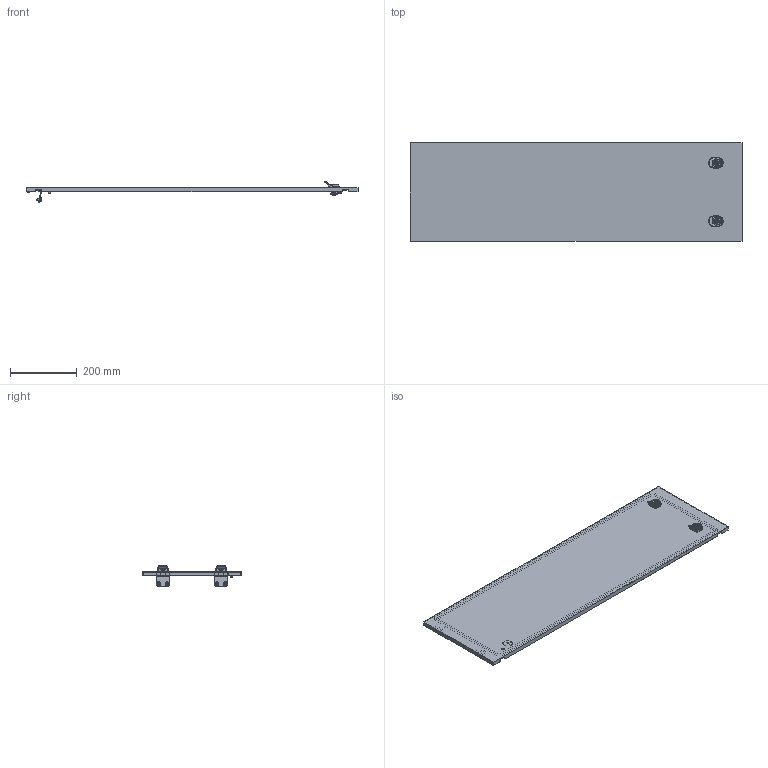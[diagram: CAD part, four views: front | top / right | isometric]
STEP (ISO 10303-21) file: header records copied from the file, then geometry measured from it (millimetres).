
FILE_DESCRIPTION (( 'STEP AP203' ), '1' );
FILE_NAME ('FO-00-ESD-030-100 FORMAT Äâåðü ñåêö. âíåø. 300õ1000 IEK.STEP', '2025-01-21T08:17:02', ( '' ), ( '' ), 'SwSTEP 2.0', 'SolidWorks 2022', '' );
FILE_SCHEMA (( 'CONFIG_CONTROL_DESIGN' ));
Length unit declared in the file: millimetre
Products named in the file (3): FO-00-ESD-030-100 FORMAT Дверь секц. внеш. 300х1000 IEK; Петля
Assembly tree (3 placements, depth 2):
  FO-00-ESD-030-100 FORMAT Дверь секц. внеш. 300х1000 IEK
    FO-00-ESD-030-100 FORMAT Дверь секц. внеш. 300х1000 IEK
    Петля  x2
Bounding box: 995 x 296 x 62.56 mm (x, y, z)
Volume: 829026.9 mm3; surface area: 765658.6 mm2
Topology: 16 solids, 22 shells, 1972 faces, 5426 edges, 3422 vertices
Faces by surface type: cylinder 663, plane 567, bspline 434, cone 116, sphere 114, torus 78
Entity records: 109776 total; most frequent: CARTESIAN_POINT 66323, ORIENTED_EDGE 10258, DIRECTION 7507, EDGE_CURVE 5129, VERTEX_POINT 3240, AXIS2_PLACEMENT_3D 2758, LINE 1991, VECTOR 1991
